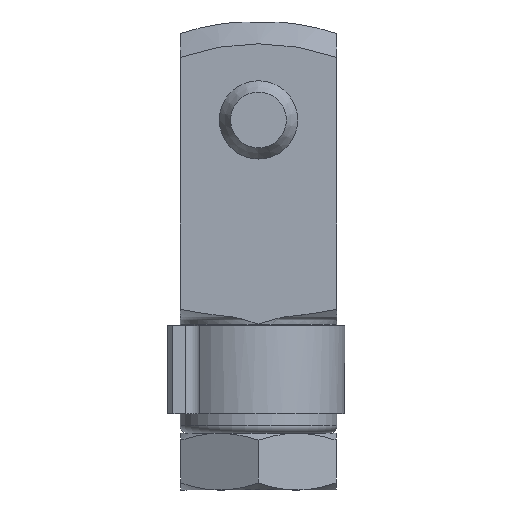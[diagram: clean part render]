
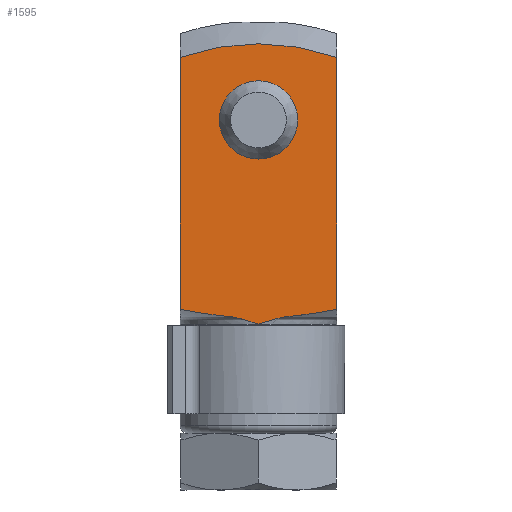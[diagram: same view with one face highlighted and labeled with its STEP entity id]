
A CAD part, left-side view. The second image highlights one B-rep face of the part: STEP entity #1595.
In plain terms, the highlighted face is planar.
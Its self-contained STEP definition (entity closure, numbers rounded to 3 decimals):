
#93=B_SPLINE_CURVE_WITH_KNOTS('',3,(#2427,#2428,#2429,#2430),
 .UNSPECIFIED.,.F.,.F.,(4,4),(0.,0.002),
 .UNSPECIFIED.);
#94=B_SPLINE_CURVE_WITH_KNOTS('',3,(#2432,#2433,#2434,#2435),
 .UNSPECIFIED.,.F.,.F.,(4,4),(0.004,0.006),
 .UNSPECIFIED.);
#95=B_SPLINE_CURVE_WITH_KNOTS('',3,(#2437,#2438,#2439,#2440),
 .UNSPECIFIED.,.F.,.F.,(4,4),(0.,0.002),
 .UNSPECIFIED.);
#96=B_SPLINE_CURVE_WITH_KNOTS('',3,(#2442,#2443,#2444,#2445),
 .UNSPECIFIED.,.F.,.F.,(4,4),(0.006,0.008),
 .UNSPECIFIED.);
#148=CIRCLE('',#1740,2.);
#149=CIRCLE('',#1741,11.888);
#238=ORIENTED_EDGE('',*,*,#712,.T.);
#239=ORIENTED_EDGE('',*,*,#713,.F.);
#240=ORIENTED_EDGE('',*,*,#714,.F.);
#241=ORIENTED_EDGE('',*,*,#715,.T.);
#242=ORIENTED_EDGE('',*,*,#716,.T.);
#243=ORIENTED_EDGE('',*,*,#717,.T.);
#244=ORIENTED_EDGE('',*,*,#718,.T.);
#245=ORIENTED_EDGE('',*,*,#719,.F.);
#712=EDGE_CURVE('',#949,#949,#148,.F.);
#713=EDGE_CURVE('',#950,#951,#149,.F.);
#714=EDGE_CURVE('',#952,#950,#1096,.T.);
#715=EDGE_CURVE('',#952,#953,#93,.T.);
#716=EDGE_CURVE('',#953,#954,#94,.T.);
#717=EDGE_CURVE('',#954,#955,#95,.T.);
#718=EDGE_CURVE('',#955,#956,#96,.T.);
#719=EDGE_CURVE('',#951,#956,#1097,.T.);
#949=VERTEX_POINT('',#2421);
#950=VERTEX_POINT('',#2423);
#951=VERTEX_POINT('',#2424);
#952=VERTEX_POINT('',#2426);
#953=VERTEX_POINT('',#2431);
#954=VERTEX_POINT('',#2436);
#955=VERTEX_POINT('',#2441);
#956=VERTEX_POINT('',#2446);
#1096=LINE('',#2425,#1208);
#1097=LINE('',#2447,#1209);
#1208=VECTOR('',#1943,1000.);
#1209=VECTOR('',#1944,1000.);
#1314=EDGE_LOOP('',(#238));
#1315=EDGE_LOOP('',(#239,#240,#241,#242,#243,#244,#245));
#1433=FACE_BOUND('',#1314,.T.);
#1434=FACE_BOUND('',#1315,.T.);
#1549=PLANE('',#1739);
#1595=ADVANCED_FACE('',(#1433,#1434),#1549,.T.);
#1739=AXIS2_PLACEMENT_3D('',#2419,#1937,#1938);
#1740=AXIS2_PLACEMENT_3D('',#2420,#1939,#1940);
#1741=AXIS2_PLACEMENT_3D('',#2422,#1941,#1942);
#1937=DIRECTION('',(1.,0.,0.));
#1938=DIRECTION('',(0.,0.,-1.));
#1939=DIRECTION('',(1.,0.,0.));
#1940=DIRECTION('',(0.,0.,-1.));
#1941=DIRECTION('',(1.,0.,0.));
#1942=DIRECTION('',(0.,0.,-1.));
#1943=DIRECTION('',(0.,0.,1.));
#1944=DIRECTION('',(0.,0.,-1.));
#2419=CARTESIAN_POINT('',(4.,9.,-16.));
#2420=CARTESIAN_POINT('',(4.,0.,0.));
#2421=CARTESIAN_POINT('',(4.,0.,-2.));
#2422=CARTESIAN_POINT('',(4.,0.,-8.));
#2423=CARTESIAN_POINT('',(4.,-4.,3.194));
#2424=CARTESIAN_POINT('',(4.,4.,3.194));
#2425=CARTESIAN_POINT('',(4.,-4.,-16.));
#2426=CARTESIAN_POINT('',(4.,-4.,-9.671));
#2427=CARTESIAN_POINT('',(4.,-4.,-9.671));
#2428=CARTESIAN_POINT('',(4.,-3.301,-9.803));
#2429=CARTESIAN_POINT('',(4.,-2.601,-9.919));
#2430=CARTESIAN_POINT('',(4.,-1.9,-10.));
#2431=CARTESIAN_POINT('',(4.,-1.9,-10.));
#2432=CARTESIAN_POINT('',(4.,-1.9,-10.));
#2433=CARTESIAN_POINT('',(4.,-1.246,-10.));
#2434=CARTESIAN_POINT('',(4.,-0.626,-10.223));
#2435=CARTESIAN_POINT('',(4.,0.,-10.428));
#2436=CARTESIAN_POINT('',(4.,0.,-10.428));
#2437=CARTESIAN_POINT('',(4.,0.,-10.428));
#2438=CARTESIAN_POINT('',(4.,0.62,-10.225));
#2439=CARTESIAN_POINT('',(4.,1.248,-10.));
#2440=CARTESIAN_POINT('',(4.,1.9,-10.));
#2441=CARTESIAN_POINT('',(4.,1.9,-10.));
#2442=CARTESIAN_POINT('',(4.,1.9,-10.));
#2443=CARTESIAN_POINT('',(4.,2.604,-9.919));
#2444=CARTESIAN_POINT('',(4.,3.303,-9.803));
#2445=CARTESIAN_POINT('',(4.,4.,-9.671));
#2446=CARTESIAN_POINT('',(4.,4.,-9.671));
#2447=CARTESIAN_POINT('',(4.,4.,6.));
